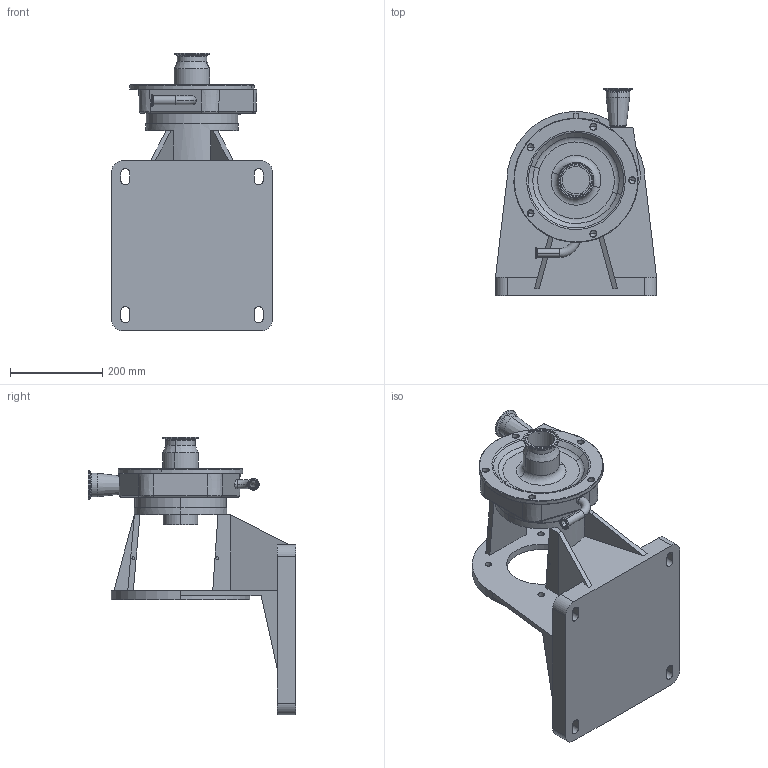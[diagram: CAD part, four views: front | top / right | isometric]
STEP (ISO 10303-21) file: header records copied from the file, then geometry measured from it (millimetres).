
FILE_DESCRIPTION (( 'STEP AP214' ), '1' );
FILE_NAME ('FP 1742-1732 280TSC VERT 3-4 In ELBOW LEFT.STEP', '2023-05-05T16:41:49', ( '' ), ( '' ), 'SwSTEP 2.0', 'SolidWorks 2023', '' );
FILE_SCHEMA (( 'AUTOMOTIVE_DESIGN' ));
Length unit declared in the file: millimetre
Products named in the file (1): FP 1742-1732 280TSC VERT 3-4 In ELBOW LEFT
Bounding box: 350 x 450 x 603 mm (x, y, z)
Volume: 12670064.4 mm3; surface area: 1013675.7 mm2
Topology: 1 solids, 5 shells, 372 faces, 846 edges, 509 vertices
Faces by surface type: cylinder 130, plane 107, cone 74, torus 59, sphere 1, bspline 1
Entity records: 10762 total; most frequent: CARTESIAN_POINT 2087, DIRECTION 2013, ORIENTED_EDGE 1672, AXIS2_PLACEMENT_3D 836, EDGE_CURVE 836, VERTEX_POINT 509, CIRCLE 464, EDGE_LOOP 429
